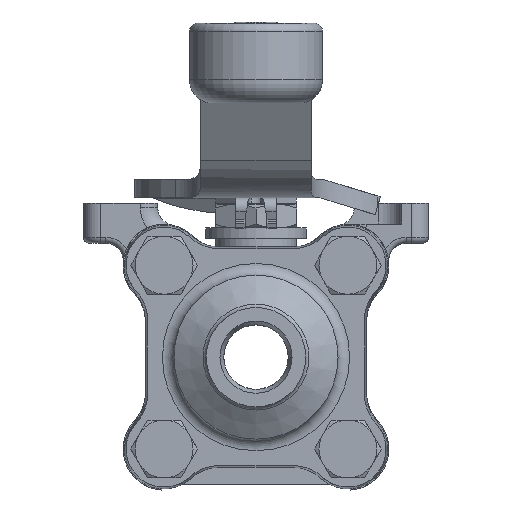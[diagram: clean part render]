
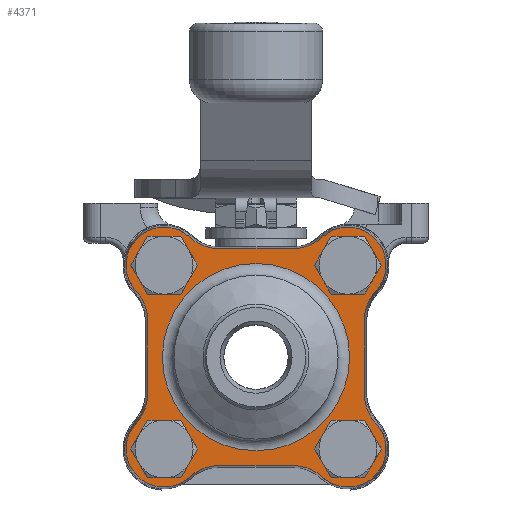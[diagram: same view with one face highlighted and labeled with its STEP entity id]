
A CAD part, front view. The second image highlights one B-rep face of the part: STEP entity #4371.
In plain terms, the highlighted face is planar.
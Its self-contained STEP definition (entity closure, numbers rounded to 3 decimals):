
#4153=CARTESIAN_POINT('',(0.,6.125,-16.175));
#4154=VERTEX_POINT('',#4153);
#4155=CARTESIAN_POINT('',(0.0,6.125,0.0));
#4156=DIRECTION('',(0.0,1.0,0.0));
#4157=DIRECTION('',(0.0,0.0,1.0));
#4158=AXIS2_PLACEMENT_3D('',#4155,#4156,#4157);
#4159=CIRCLE('',#4158,16.175);
#4160=EDGE_CURVE('',#4154,#4154,#4159,.T.);
#4177=CARTESIAN_POINT('',(0.,6.125,0.));
#4178=DIRECTION('',(0.0,1.0,0.0));
#4179=DIRECTION('',(0.0,0.0,1.0));
#4180=AXIS2_PLACEMENT_3D('',#4177,#4178,#4179);
#4181=PLANE('',#4180);
#4182=CARTESIAN_POINT('',(-20.693,6.125,11.394));
#4183=VERTEX_POINT('',#4182);
#4184=CARTESIAN_POINT('',(-18.754,6.125,6.471));
#4185=VERTEX_POINT('',#4184);
#4186=CARTESIAN_POINT('',(-25.975,6.125,6.471));
#4187=DIRECTION('',(0.0,1.,0.0));
#4188=DIRECTION('',(0.732,0.0,0.682));
#4189=AXIS2_PLACEMENT_3D('',#4186,#4187,#4188);
#4190=CIRCLE('',#4189,7.221);
#4191=EDGE_CURVE('',#4183,#4185,#4190,.T.);
#4192=ORIENTED_EDGE('',*,*,#4191,.F.);
#4193=CARTESIAN_POINT('',(-11.394,6.125,20.693));
#4194=VERTEX_POINT('',#4193);
#4195=CARTESIAN_POINT('',(-15.88,6.125,15.88));
#4196=DIRECTION('',(0.0,-1.,0.0));
#4197=DIRECTION('',(0.732,0.0,0.682));
#4198=AXIS2_PLACEMENT_3D('',#4195,#4196,#4197);
#4199=CIRCLE('',#4198,6.579);
#4200=EDGE_CURVE('',#4194,#4183,#4199,.T.);
#4201=ORIENTED_EDGE('',*,*,#4200,.F.);
#4202=CARTESIAN_POINT('',(-6.471,6.125,18.754));
#4203=VERTEX_POINT('',#4202);
#4204=CARTESIAN_POINT('',(-6.471,6.125,25.975));
#4205=DIRECTION('',(0.0,1.0,0.0));
#4206=DIRECTION('',(0.0,0.0,-1.0));
#4207=AXIS2_PLACEMENT_3D('',#4204,#4205,#4206);
#4208=CIRCLE('',#4207,7.221);
#4209=EDGE_CURVE('',#4203,#4194,#4208,.T.);
#4210=ORIENTED_EDGE('',*,*,#4209,.F.);
#4211=CARTESIAN_POINT('',(6.471,6.125,18.754));
#4212=VERTEX_POINT('',#4211);
#4213=CARTESIAN_POINT('',(6.471,6.125,18.754));
#4214=DIRECTION('',(-1.0,0.0,0.0));
#4215=VECTOR('',#4214,12.942);
#4216=LINE('',#4213,#4215);
#4217=EDGE_CURVE('',#4212,#4203,#4216,.T.);
#4218=ORIENTED_EDGE('',*,*,#4217,.F.);
#4219=CARTESIAN_POINT('',(11.394,6.125,20.693));
#4220=VERTEX_POINT('',#4219);
#4221=CARTESIAN_POINT('',(6.471,6.125,25.975));
#4222=DIRECTION('',(0.0,1.0,0.0));
#4223=DIRECTION('',(0.682,0.0,-0.732));
#4224=AXIS2_PLACEMENT_3D('',#4221,#4222,#4223);
#4225=CIRCLE('',#4224,7.221);
#4226=EDGE_CURVE('',#4220,#4212,#4225,.T.);
#4227=ORIENTED_EDGE('',*,*,#4226,.F.);
#4228=CARTESIAN_POINT('',(20.693,6.125,11.394));
#4229=VERTEX_POINT('',#4228);
#4230=CARTESIAN_POINT('',(15.88,6.125,15.88));
#4231=DIRECTION('',(0.0,-1.0,0.0));
#4232=DIRECTION('',(0.682,0.0,-0.732));
#4233=AXIS2_PLACEMENT_3D('',#4230,#4231,#4232);
#4234=CIRCLE('',#4233,6.579);
#4235=EDGE_CURVE('',#4229,#4220,#4234,.T.);
#4236=ORIENTED_EDGE('',*,*,#4235,.F.);
#4237=CARTESIAN_POINT('',(18.754,6.125,6.471));
#4238=VERTEX_POINT('',#4237);
#4239=CARTESIAN_POINT('',(25.975,6.125,6.471));
#4240=DIRECTION('',(0.0,1.0,0.0));
#4241=DIRECTION('',(-1.0,0.0,0.0));
#4242=AXIS2_PLACEMENT_3D('',#4239,#4240,#4241);
#4243=CIRCLE('',#4242,7.221);
#4244=EDGE_CURVE('',#4238,#4229,#4243,.T.);
#4245=ORIENTED_EDGE('',*,*,#4244,.F.);
#4246=CARTESIAN_POINT('',(18.754,6.125,-6.471));
#4247=VERTEX_POINT('',#4246);
#4248=CARTESIAN_POINT('',(18.754,6.125,-6.471));
#4249=DIRECTION('',(0.0,0.0,1.0));
#4250=VECTOR('',#4249,12.942);
#4251=LINE('',#4248,#4250);
#4252=EDGE_CURVE('',#4247,#4238,#4251,.T.);
#4253=ORIENTED_EDGE('',*,*,#4252,.F.);
#4254=CARTESIAN_POINT('',(20.693,6.125,-11.394));
#4255=VERTEX_POINT('',#4254);
#4256=CARTESIAN_POINT('',(25.975,6.125,-6.471));
#4257=DIRECTION('',(0.0,1.0,0.0));
#4258=DIRECTION('',(-0.732,0.0,-0.682));
#4259=AXIS2_PLACEMENT_3D('',#4256,#4257,#4258);
#4260=CIRCLE('',#4259,7.221);
#4261=EDGE_CURVE('',#4255,#4247,#4260,.T.);
#4262=ORIENTED_EDGE('',*,*,#4261,.F.);
#4263=CARTESIAN_POINT('',(11.394,6.125,-20.693));
#4264=VERTEX_POINT('',#4263);
#4265=CARTESIAN_POINT('',(15.88,6.125,-15.88));
#4266=DIRECTION('',(0.0,-1.,0.0));
#4267=DIRECTION('',(-0.732,0.0,-0.682));
#4268=AXIS2_PLACEMENT_3D('',#4265,#4266,#4267);
#4269=CIRCLE('',#4268,6.579);
#4270=EDGE_CURVE('',#4264,#4255,#4269,.T.);
#4271=ORIENTED_EDGE('',*,*,#4270,.F.);
#4272=CARTESIAN_POINT('',(6.471,6.125,-18.754));
#4273=VERTEX_POINT('',#4272);
#4274=CARTESIAN_POINT('',(6.471,6.125,-25.975));
#4275=DIRECTION('',(0.0,1.0,0.0));
#4276=DIRECTION('',(0.0,0.0,1.0));
#4277=AXIS2_PLACEMENT_3D('',#4274,#4275,#4276);
#4278=CIRCLE('',#4277,7.221);
#4279=EDGE_CURVE('',#4273,#4264,#4278,.T.);
#4280=ORIENTED_EDGE('',*,*,#4279,.F.);
#4281=CARTESIAN_POINT('',(-6.471,6.125,-18.754));
#4282=VERTEX_POINT('',#4281);
#4283=CARTESIAN_POINT('',(-6.471,6.125,-18.754));
#4284=DIRECTION('',(1.0,0.0,0.0));
#4285=VECTOR('',#4284,12.942);
#4286=LINE('',#4283,#4285);
#4287=EDGE_CURVE('',#4282,#4273,#4286,.T.);
#4288=ORIENTED_EDGE('',*,*,#4287,.F.);
#4289=CARTESIAN_POINT('',(-11.394,6.125,-20.693));
#4290=VERTEX_POINT('',#4289);
#4291=CARTESIAN_POINT('',(-6.471,6.125,-25.975));
#4292=DIRECTION('',(0.0,1.0,0.0));
#4293=DIRECTION('',(-0.682,0.0,0.732));
#4294=AXIS2_PLACEMENT_3D('',#4291,#4292,#4293);
#4295=CIRCLE('',#4294,7.221);
#4296=EDGE_CURVE('',#4290,#4282,#4295,.T.);
#4297=ORIENTED_EDGE('',*,*,#4296,.F.);
#4298=CARTESIAN_POINT('',(-20.693,6.125,-11.394));
#4299=VERTEX_POINT('',#4298);
#4300=CARTESIAN_POINT('',(-15.88,6.125,-15.88));
#4301=DIRECTION('',(0.0,-1.,0.0));
#4302=DIRECTION('',(-0.682,0.0,0.732));
#4303=AXIS2_PLACEMENT_3D('',#4300,#4301,#4302);
#4304=CIRCLE('',#4303,6.579);
#4305=EDGE_CURVE('',#4299,#4290,#4304,.T.);
#4306=ORIENTED_EDGE('',*,*,#4305,.F.);
#4307=CARTESIAN_POINT('',(-18.754,6.125,-6.471));
#4308=VERTEX_POINT('',#4307);
#4309=CARTESIAN_POINT('',(-25.975,6.125,-6.471));
#4310=DIRECTION('',(0.0,1.0,0.0));
#4311=DIRECTION('',(1.0,0.0,0.0));
#4312=AXIS2_PLACEMENT_3D('',#4309,#4310,#4311);
#4313=CIRCLE('',#4312,7.221);
#4314=EDGE_CURVE('',#4308,#4299,#4313,.T.);
#4315=ORIENTED_EDGE('',*,*,#4314,.F.);
#4316=CARTESIAN_POINT('',(-18.754,6.125,6.471));
#4317=DIRECTION('',(0.0,0.0,-1.0));
#4318=VECTOR('',#4317,12.942);
#4319=LINE('',#4316,#4318);
#4320=EDGE_CURVE('',#4185,#4308,#4319,.T.);
#4321=ORIENTED_EDGE('',*,*,#4320,.F.);
#4322=EDGE_LOOP('',(#4192,#4201,#4210,#4218,#4227,#4236,#4245,#4253,#4262,#4271,#4280,#4288,#4297,#4306,#4315,#4321));
#4323=FACE_OUTER_BOUND('',#4322,.T.);
#4324=CARTESIAN_POINT('',(-19.13,6.125,15.88));
#4325=VERTEX_POINT('',#4324);
#4326=CARTESIAN_POINT('',(-15.88,6.125,15.88));
#4327=DIRECTION('',(0.0,-1.0,0.0));
#4328=DIRECTION('',(1.0,0.0,0.0));
#4329=AXIS2_PLACEMENT_3D('',#4326,#4327,#4328);
#4330=CIRCLE('',#4329,3.25);
#4331=EDGE_CURVE('',#4325,#4325,#4330,.T.);
#4332=ORIENTED_EDGE('',*,*,#4331,.T.);
#4333=EDGE_LOOP('',(#4332));
#4334=FACE_BOUND('',#4333,.T.);
#4335=CARTESIAN_POINT('',(15.88,6.125,19.13));
#4336=VERTEX_POINT('',#4335);
#4337=CARTESIAN_POINT('',(15.88,6.125,15.88));
#4338=DIRECTION('',(0.0,-1.0,0.0));
#4339=DIRECTION('',(0.0,0.0,-1.0));
#4340=AXIS2_PLACEMENT_3D('',#4337,#4338,#4339);
#4341=CIRCLE('',#4340,3.25);
#4342=EDGE_CURVE('',#4336,#4336,#4341,.T.);
#4343=ORIENTED_EDGE('',*,*,#4342,.T.);
#4344=EDGE_LOOP('',(#4343));
#4345=FACE_BOUND('',#4344,.T.);
#4346=CARTESIAN_POINT('',(19.13,6.125,-15.88));
#4347=VERTEX_POINT('',#4346);
#4348=CARTESIAN_POINT('',(15.88,6.125,-15.88));
#4349=DIRECTION('',(0.0,-1.0,0.0));
#4350=DIRECTION('',(-1.0,0.0,0.0));
#4351=AXIS2_PLACEMENT_3D('',#4348,#4349,#4350);
#4352=CIRCLE('',#4351,3.25);
#4353=EDGE_CURVE('',#4347,#4347,#4352,.T.);
#4354=ORIENTED_EDGE('',*,*,#4353,.T.);
#4355=EDGE_LOOP('',(#4354));
#4356=FACE_BOUND('',#4355,.T.);
#4357=CARTESIAN_POINT('',(-15.88,6.125,-19.13));
#4358=VERTEX_POINT('',#4357);
#4359=CARTESIAN_POINT('',(-15.88,6.125,-15.88));
#4360=DIRECTION('',(0.0,-1.0,0.0));
#4361=DIRECTION('',(0.0,0.0,1.0));
#4362=AXIS2_PLACEMENT_3D('',#4359,#4360,#4361);
#4363=CIRCLE('',#4362,3.25);
#4364=EDGE_CURVE('',#4358,#4358,#4363,.T.);
#4365=ORIENTED_EDGE('',*,*,#4364,.T.);
#4366=EDGE_LOOP('',(#4365));
#4367=FACE_BOUND('',#4366,.T.);
#4368=ORIENTED_EDGE('',*,*,#4160,.F.);
#4369=EDGE_LOOP('',(#4368));
#4370=FACE_BOUND('',#4369,.T.);
#4371=ADVANCED_FACE('',(#4323,#4334,#4345,#4356,#4367,#4370),#4181,.T.);
